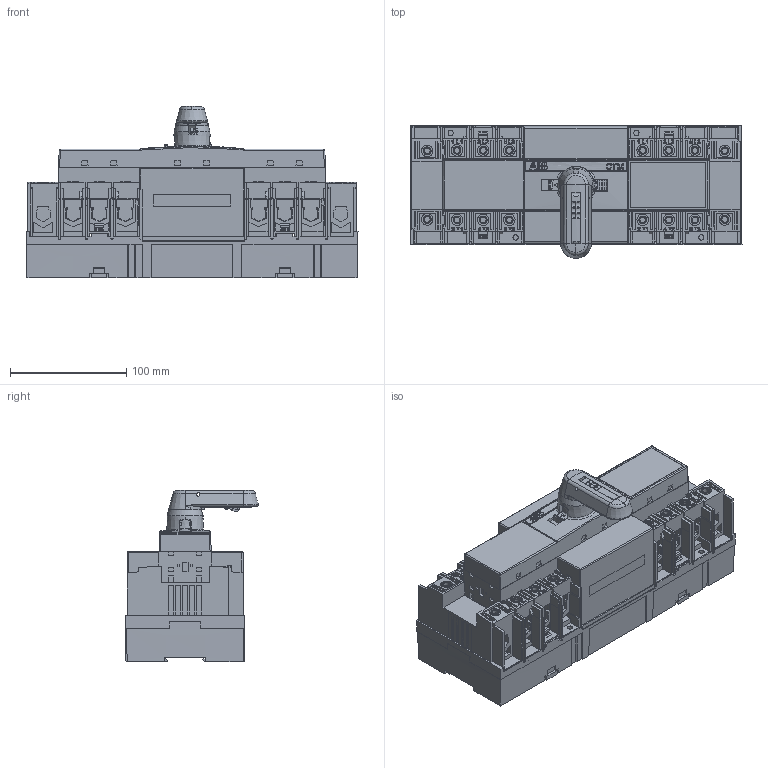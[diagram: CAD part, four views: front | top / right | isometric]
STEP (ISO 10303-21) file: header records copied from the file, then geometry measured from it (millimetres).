
FILE_DESCRIPTION((''),'2;1');
FILE_NAME('OTM40-125_4P_COMPACTATS_ASM','2018-03-19T',('FIMABER1'),(''),'CREO PARAMETRIC BY PTC INC, 2017170','CREO PARAMETRIC BY PTC INC, 2017170','');
FILE_SCHEMA(('CONFIG_CONTROL_DESIGN'));
Products named in the file (26): OTM20D_21DSIMPLE4P_ASM_1_1; OTM20D_21DSIMPLE4P_ASM_1_2; OTM20D_21DSIMPLE4P_ASM_1_3; OTM20D_21DSIMPLE4P_ASM_1_4; OTM20D_21DSIMPLE4P_ASM_1_5; OTM20D_21DSIMPLE4P_ASM_1_6; OTM20D_21DSIMPLE4P_ASM_1_7; OTM20D_21DSIMPLE4P_ASM_1_8; OTM20D_21DSIMPLE4P_ASM_1_9; OTM20D_21DSIMPLE4P_ASM_1_11; OTM20D_21DSIMPLE4P_ASM_1_12; OTM20D_21DSIMPLE4P_ASM_1_13; OTM20D_21DSIMPLE4P_ASM_1_14; OTM20D_21DSIMPLE4P_ASM_1_15; OTM20D_21DSIMPLE4P_ASM_1_16; OTM20D_21DSIMPLE4P_ASM_1_19; OTM20D_21DSIMPLE4P_ASM_1_20; OTM20D_21DSIMPLE4P_ASM_1_21; OTM20D_21DSIMPLE4P_ASM_1_22; OTM20D_21DSIMPLE4P_ASM_1_23; OTM20D_21DSIMPLE4P_ASM_1_24; OTM20D_21DSIMPLE4P_ASM_1_25; OTM20D_21DSIMPLE4P_ASM_1_26; OTM20D_21DSIMPLE4P_ASM_1_27; OTM20D_21DSIMPLE4P_ASM_1_ASM; OTM40-125_4P_COMPACTATS_ASM
Assembly tree (25 placements, depth 3):
  OTM40-125_4P_COMPACTATS_ASM
    OTM20D_21DSIMPLE4P_ASM_1_ASM
      OTM20D_21DSIMPLE4P_ASM_1_1
      OTM20D_21DSIMPLE4P_ASM_1_2
      OTM20D_21DSIMPLE4P_ASM_1_3
      OTM20D_21DSIMPLE4P_ASM_1_4
      OTM20D_21DSIMPLE4P_ASM_1_5
      OTM20D_21DSIMPLE4P_ASM_1_6
      OTM20D_21DSIMPLE4P_ASM_1_7
      OTM20D_21DSIMPLE4P_ASM_1_8
      OTM20D_21DSIMPLE4P_ASM_1_9
      OTM20D_21DSIMPLE4P_ASM_1_11
      OTM20D_21DSIMPLE4P_ASM_1_12
      OTM20D_21DSIMPLE4P_ASM_1_13
      OTM20D_21DSIMPLE4P_ASM_1_14
      OTM20D_21DSIMPLE4P_ASM_1_15
      OTM20D_21DSIMPLE4P_ASM_1_16
      OTM20D_21DSIMPLE4P_ASM_1_19
      OTM20D_21DSIMPLE4P_ASM_1_20
      OTM20D_21DSIMPLE4P_ASM_1_21
      OTM20D_21DSIMPLE4P_ASM_1_22
      OTM20D_21DSIMPLE4P_ASM_1_23
      OTM20D_21DSIMPLE4P_ASM_1_24
      OTM20D_21DSIMPLE4P_ASM_1_25
      OTM20D_21DSIMPLE4P_ASM_1_26
      OTM20D_21DSIMPLE4P_ASM_1_27
Bounding box: 286.09 x 114.57 x 148.15 mm (x, y, z)
Volume: 957778.3 mm3; surface area: 398727.7 mm2
Topology: 23 solids, 49 shells, 5446 faces, 14940 edges, 9698 vertices
Faces by surface type: plane 4024, cylinder 569, bspline 373, extrusion 228, cone 112, torus 83, sphere 57
Entity records: 236230 total; most frequent: CARTESIAN_POINT 95863, ORIENTED_EDGE 29740, DIRECTION 23054, EDGE_CURVE 14876, VECTOR 11036, LINE 10808, VERTEX_POINT 9698, AXIS2_PLACEMENT_3D 6009
